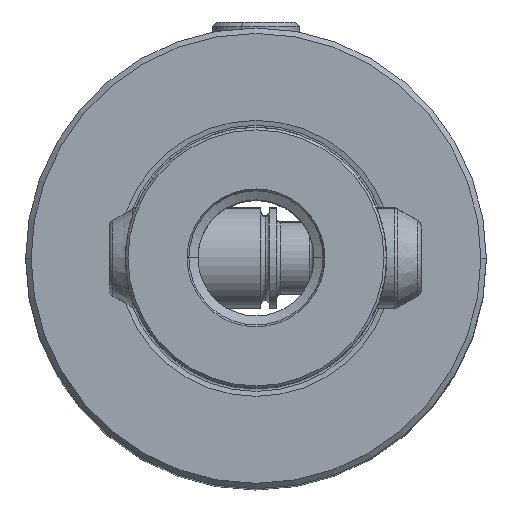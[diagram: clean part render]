
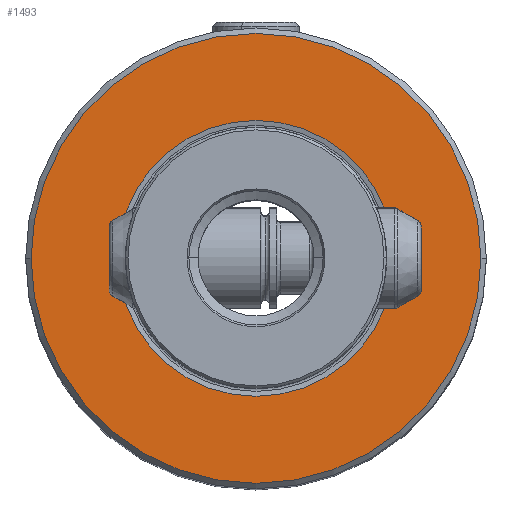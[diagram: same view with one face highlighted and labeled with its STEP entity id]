
A CAD part, top view. The second image highlights one B-rep face of the part: STEP entity #1493.
In plain terms, the highlighted planar face has unit normal (0, 0, 1).
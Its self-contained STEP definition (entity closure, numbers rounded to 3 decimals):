
#1109=EDGE_CURVE('NONE',#1331,#1229,#2570,.T.);
#1167=EDGE_CURVE('NONE',#1517,#2055,#2633,.T.);
#1229=VERTEX_POINT('NONE',#2700);
#1331=VERTEX_POINT('NONE',#2818);
#1363=EDGE_CURVE('NONE',#2055,#1517,#2852,.T.);
#1493=ADVANCED_FACE('NONE',(#3000,#3001),#3002,.T.);
#1517=VERTEX_POINT('NONE',#3030);
#1959=EDGE_CURVE('NONE',#1229,#1331,#3523,.T.);
#2055=VERTEX_POINT('NONE',#3631);
#2570=CIRCLE('',#4566,19.012);
#2633=CIRCLE('',#4652,31.0);
#2700=CARTESIAN_POINT('',(-19.012,0.,0.0));
#2818=CARTESIAN_POINT('',(19.012,0.,0.0));
#2852=CIRCLE('',#5012,31.0);
#3000=FACE_OUTER_BOUND('',#5297,.T.);
#3001=FACE_BOUND('',#5298,.T.);
#3002=PLANE('',#5299);
#3030=CARTESIAN_POINT('',(-31.0,0.,0.0));
#3523=CIRCLE('',#6210,19.012);
#3631=CARTESIAN_POINT('',(31.0,0.,0.0));
#4566=AXIS2_PLACEMENT_3D('',#7064,#7065,#7066);
#4652=AXIS2_PLACEMENT_3D('',#7125,#7126,#7127);
#5012=AXIS2_PLACEMENT_3D('',#7395,#7396,#7397);
#5297=EDGE_LOOP('',(#7577,#7578));
#5298=EDGE_LOOP('',(#7579,#7580));
#5299=AXIS2_PLACEMENT_3D('',#7581,#7582,#7583);
#6210=AXIS2_PLACEMENT_3D('',#8264,#8265,#8266);
#7064=CARTESIAN_POINT('',(0.0,0.0,0.0));
#7065=DIRECTION('',(0.0,-0.0,1.0));
#7066=DIRECTION('',(0.0,1.0,0.0));
#7125=CARTESIAN_POINT('',(0.0,0.0,0.0));
#7126=DIRECTION('',(0.0,0.0,-1.0));
#7127=DIRECTION('',(0.0,1.0,0.0));
#7395=CARTESIAN_POINT('',(0.0,0.0,0.0));
#7396=DIRECTION('',(0.0,0.0,-1.0));
#7397=DIRECTION('',(0.0,1.0,0.0));
#7577=ORIENTED_EDGE('',*,*,#1167,.F.);
#7578=ORIENTED_EDGE('',*,*,#1363,.F.);
#7579=ORIENTED_EDGE('',*,*,#1109,.F.);
#7580=ORIENTED_EDGE('',*,*,#1959,.F.);
#7581=CARTESIAN_POINT('',(-38.0,0.0,0.0));
#7582=DIRECTION('',(-0.0,0.0,1.0));
#7583=DIRECTION('',(0.0,1.0,0.0));
#8264=CARTESIAN_POINT('',(0.0,0.0,0.0));
#8265=DIRECTION('',(0.0,-0.0,1.0));
#8266=DIRECTION('',(0.0,1.0,0.0));
